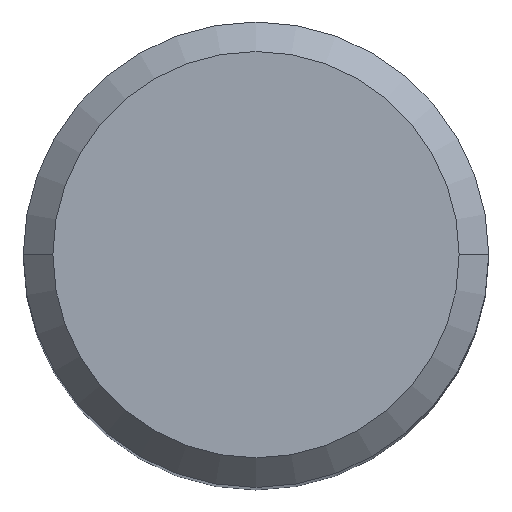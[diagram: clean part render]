
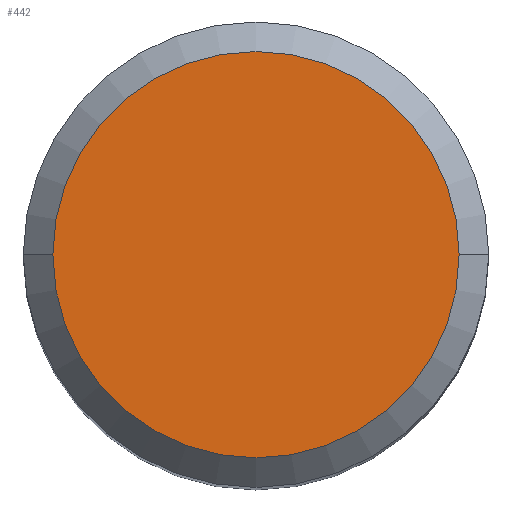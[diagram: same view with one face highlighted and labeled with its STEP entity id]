
A CAD part, top view. The second image highlights one B-rep face of the part: STEP entity #442.
In plain terms, the highlighted planar face has unit normal (0, 0, 1).
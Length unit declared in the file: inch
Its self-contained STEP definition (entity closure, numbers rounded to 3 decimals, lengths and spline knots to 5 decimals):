
#16 = CARTESIAN_POINT ( 'NONE',  ( 0., 0., 0. ) ) ;
#36 = ORIENTED_EDGE ( 'NONE', *, *, #106, .T. ) ;
#79 = DIRECTION ( 'NONE',  ( 1., 0., 0. ) ) ;
#91 = CARTESIAN_POINT ( 'NONE',  ( 0.1031, 0., 0. ) ) ;
#106 = EDGE_CURVE ( 'NONE', #407, #245, #142, .T. ) ;
#139 = EDGE_LOOP ( 'NONE', ( #36, #213 ) ) ;
#142 = CIRCLE ( 'NONE', #359, 0.1031 ) ;
#148 = DIRECTION ( 'NONE',  ( 0., 0., -1. ) ) ;
#156 = DIRECTION ( 'NONE',  ( 0., 0., 1. ) ) ;
#195 = EDGE_CURVE ( 'NONE', #245, #407, #287, .T. ) ;
#202 = CARTESIAN_POINT ( 'NONE',  ( 0., 0., 0. ) ) ;
#210 = CARTESIAN_POINT ( 'NONE',  ( 0., 0.1031, 0. ) ) ;
#213 = ORIENTED_EDGE ( 'NONE', *, *, #195, .T. ) ;
#234 = DIRECTION ( 'NONE',  ( 1., 0., 0. ) ) ;
#238 = FACE_OUTER_BOUND ( 'NONE', #139, .T. ) ;
#245 = VERTEX_POINT ( 'NONE', #91 ) ;
#253 = DIRECTION ( 'NONE',  ( -1., 0., 0. ) ) ;
#265 = AXIS2_PLACEMENT_3D ( 'NONE', #210, #148, #253 ) ;
#268 = PLANE ( 'NONE',  #265 ) ;
#287 = CIRCLE ( 'NONE', #409, 0.1031 ) ;
#359 = AXIS2_PLACEMENT_3D ( 'NONE', #16, #156, #79 ) ;
#407 = VERTEX_POINT ( 'NONE', #419 ) ;
#409 = AXIS2_PLACEMENT_3D ( 'NONE', #202, #456, #234 ) ;
#419 = CARTESIAN_POINT ( 'NONE',  ( -0.1031, 0., 0. ) ) ;
#442 = ADVANCED_FACE ( 'NONE', ( #238 ), #268, .F. ) ;
#456 = DIRECTION ( 'NONE',  ( 0., 0., 1. ) ) ;
